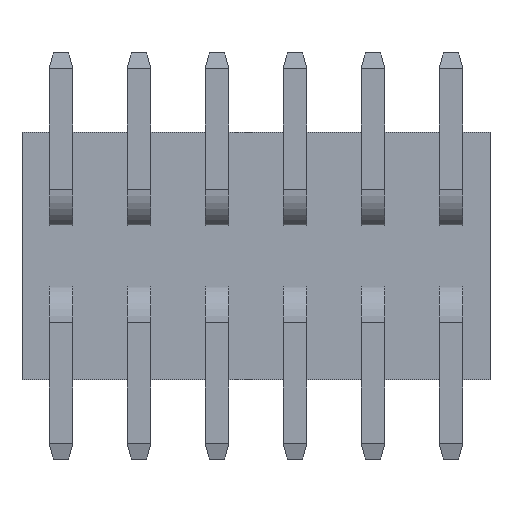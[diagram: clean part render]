
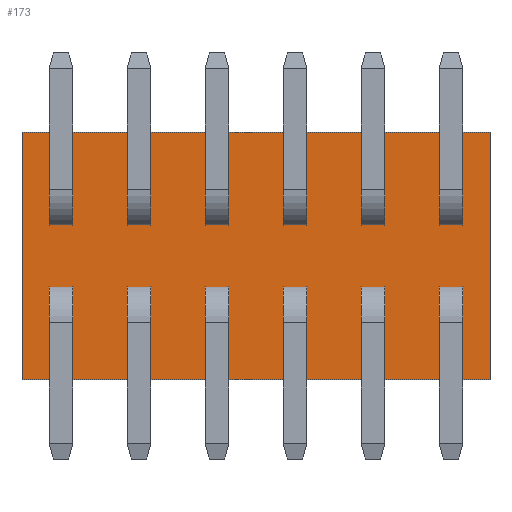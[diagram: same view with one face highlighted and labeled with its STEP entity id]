
A CAD part, front view. The second image highlights one B-rep face of the part: STEP entity #173.
In plain terms, the highlighted planar face has unit normal (0, -1, 0).
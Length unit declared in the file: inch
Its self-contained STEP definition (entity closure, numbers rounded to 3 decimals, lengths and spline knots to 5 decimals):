
#173 = ADVANCED_FACE( '', ( #453 ), #454, .F. );
#453 = FACE_OUTER_BOUND( '', #1002, .T. );
#454 = PLANE( '', #1003 );
#1002 = EDGE_LOOP( '', ( #1578, #1579, #1580, #1581 ) );
#1003 = AXIS2_PLACEMENT_3D( '', #1582, #1583, #1584 );
#1578 = ORIENTED_EDGE( '', *, *, #3811, .T. );
#1579 = ORIENTED_EDGE( '', *, *, #3812, .F. );
#1580 = ORIENTED_EDGE( '', *, *, #3797, .F. );
#1581 = ORIENTED_EDGE( '', *, *, #3810, .T. );
#1582 = CARTESIAN_POINT( '', ( 0.11811, 0., 0.0625 ) );
#1583 = DIRECTION( '', ( 0., 1., 0. ) );
#1584 = DIRECTION( '', ( 0., 0., 1. ) );
#3797 = EDGE_CURVE( '', #4514, #4516, #4517, .T. );
#3810 = EDGE_CURVE( '', #4514, #4538, #4540, .T. );
#3811 = EDGE_CURVE( '', #4538, #4541, #4542, .T. );
#3812 = EDGE_CURVE( '', #4516, #4541, #4543, .T. );
#4514 = VERTEX_POINT( '', #5676 );
#4516 = VERTEX_POINT( '', #5679 );
#4517 = LINE( '', #5680, #5681 );
#4538 = VERTEX_POINT( '', #5713 );
#4540 = LINE( '', #5716, #5717 );
#4541 = VERTEX_POINT( '', #5718 );
#4542 = LINE( '', #5719, #5720 );
#4543 = LINE( '', #5721, #5722 );
#5676 = CARTESIAN_POINT( '', ( 0.11811, 0., 0.0625 ) );
#5679 = CARTESIAN_POINT( '', ( 0.11811, 0., -0.0625 ) );
#5680 = CARTESIAN_POINT( '', ( 0.11811, 0., 0.0625 ) );
#5681 = VECTOR( '', #7517, 39.37008 );
#5713 = CARTESIAN_POINT( '', ( -0.11811, 0., 0.0625 ) );
#5716 = CARTESIAN_POINT( '', ( 0.11811, 0., 0.0625 ) );
#5717 = VECTOR( '', #7530, 39.37008 );
#5718 = CARTESIAN_POINT( '', ( -0.11811, 0., -0.0625 ) );
#5719 = CARTESIAN_POINT( '', ( -0.11811, 0., 0.0625 ) );
#5720 = VECTOR( '', #7531, 39.37008 );
#5721 = CARTESIAN_POINT( '', ( 0.11811, 0., -0.0625 ) );
#5722 = VECTOR( '', #7532, 39.37008 );
#7517 = DIRECTION( '', ( 0., 0., -1. ) );
#7530 = DIRECTION( '', ( -1., 0., 0. ) );
#7531 = DIRECTION( '', ( 0., 0., -1. ) );
#7532 = DIRECTION( '', ( -1., 0., 0. ) );
